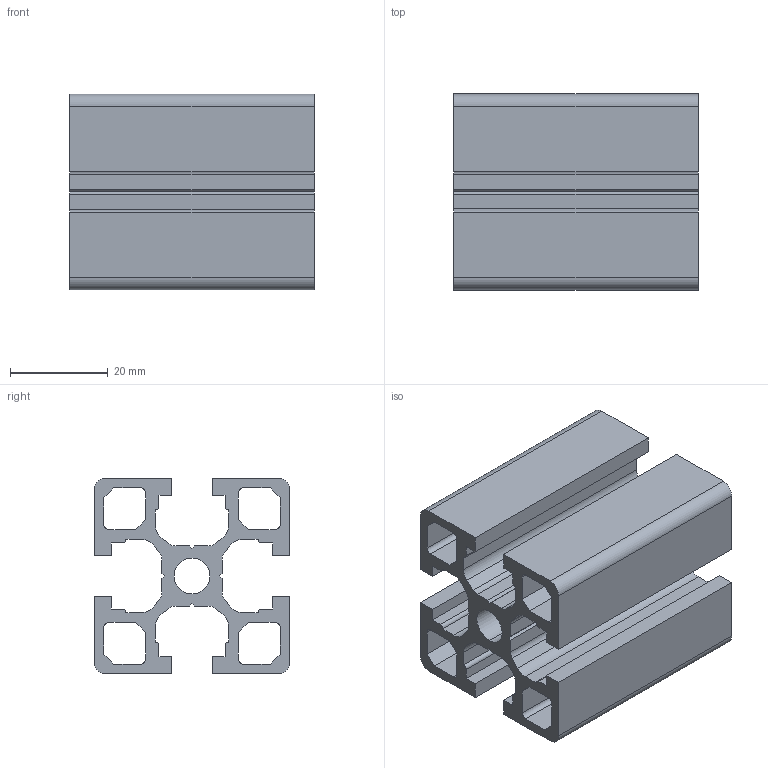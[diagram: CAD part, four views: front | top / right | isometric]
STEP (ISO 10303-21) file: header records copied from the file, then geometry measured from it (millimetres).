
FILE_DESCRIPTION (( 'STEP AP203' ), '1' );
FILE_NAME ('084.102.013.STEP', '2015-02-05T08:54:18', ( '' ), ( '' ), 'SwSTEP 2.0', 'SolidWorks 2012', '' );
FILE_SCHEMA (( 'CONFIG_CONTROL_DESIGN' ));
Length unit declared in the file: millimetre
Products named in the file (1): 084.102.013
Bounding box: 50 x 40 x 40 mm (x, y, z)
Volume: 29938.7 mm3; surface area: 23667.4 mm2
Topology: 1 solids, 1 shells, 128 faces, 378 edges, 252 vertices
Faces by surface type: plane 90, cylinder 38
Entity records: 4355 total; most frequent: CARTESIAN_POINT 759, ORIENTED_EDGE 756, DIRECTION 712, EDGE_CURVE 378, LINE 302, VECTOR 302, VERTEX_POINT 252, AXIS2_PLACEMENT_3D 205
